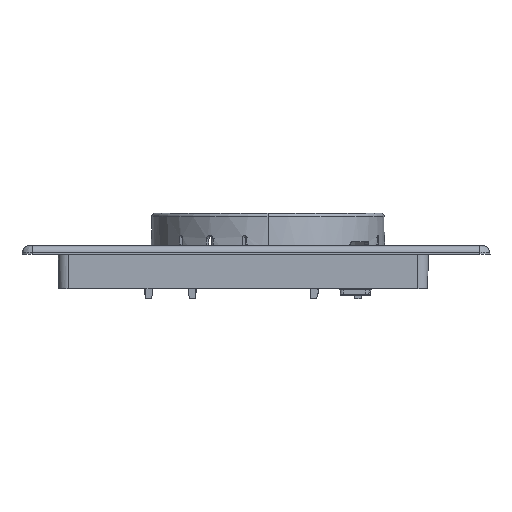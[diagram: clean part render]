
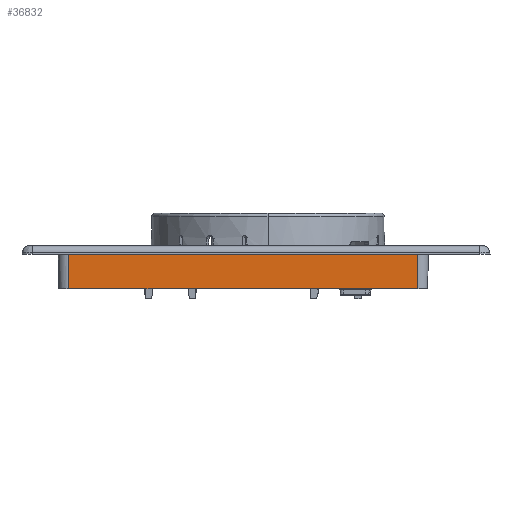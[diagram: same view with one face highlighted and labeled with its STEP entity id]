
A CAD part, left-side view. The second image highlights one B-rep face of the part: STEP entity #36832.
In plain terms, the highlighted planar face has unit normal (-1, 0, -0.018).
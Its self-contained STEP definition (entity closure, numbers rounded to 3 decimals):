
#128=DIRECTION('',(0.,1.,0.));
#129=VECTOR('',#128,102.001);
#130=CARTESIAN_POINT('',(-90.,-48.,0.));
#131=LINE('7795',#130,#129);
#524=CARTESIAN_POINT('',(-89.825,-47.826,-10.));
#583=DIRECTION('',(0.,1.,0.));
#584=VECTOR('',#583,101.652);
#585=CARTESIAN_POINT('',(-89.825,-47.826,-10.));
#586=LINE('7794',#585,#584);
#18331=DIRECTION('',(-0.017,-0.017,1.));
#18332=VECTOR('',#18331,10.003);
#18333=CARTESIAN_POINT('',(-89.825,-47.826,-10.));
#18334=LINE('5250',#18333,#18332);
#18338=DIRECTION('',(-0.017,0.017,1.));
#18339=VECTOR('',#18338,10.003);
#18340=CARTESIAN_POINT('',(-89.825,53.826,-10.));
#18341=LINE('5263',#18340,#18339);
#18418=VERTEX_POINT('',#524);
#18419=CARTESIAN_POINT('',(-90.,-48.,0.));
#18420=VERTEX_POINT('',#18419);
#18435=CARTESIAN_POINT('',(-89.825,53.826,-10.));
#18436=CARTESIAN_POINT('',(-90.,54.,0.));
#18437=VERTEX_POINT('',#18435);
#18438=VERTEX_POINT('',#18436);
#36820=CARTESIAN_POINT('',(-90.,-54.991,0.));
#36821=DIRECTION('',(-1.,0.,-0.017));
#36822=DIRECTION('',(0.,-1.,0.));
#36823=AXIS2_PLACEMENT_3D('',#36820,#36821,#36822);
#36824=PLANE('3794',#36823);
#36825=ORIENTED_EDGE('5250',*,*,#36776,.F.);
#36826=ORIENTED_EDGE('7794',*,*,#20788,.T.);
#36828=ORIENTED_EDGE('5263',*,*,#36827,.T.);
#36829=ORIENTED_EDGE('7795',*,*,#20735,.F.);
#36830=EDGE_LOOP('3794',(#36825,#36826,#36828,#36829));
#36831=FACE_OUTER_BOUND('3794',#36830,.F.);
#36832=ADVANCED_FACE('3794',(#36831),#36824,.T.);
#20735=EDGE_CURVE('7795',#18420,#18438,#131,.T.);
#20788=EDGE_CURVE('7794',#18418,#18437,#586,.T.);
#36776=EDGE_CURVE('5250',#18418,#18420,#18334,.T.);
#36827=EDGE_CURVE('5263',#18437,#18438,#18341,.T.);
